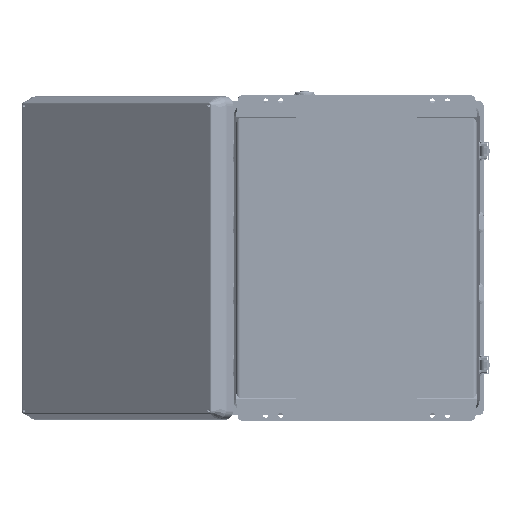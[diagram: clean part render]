
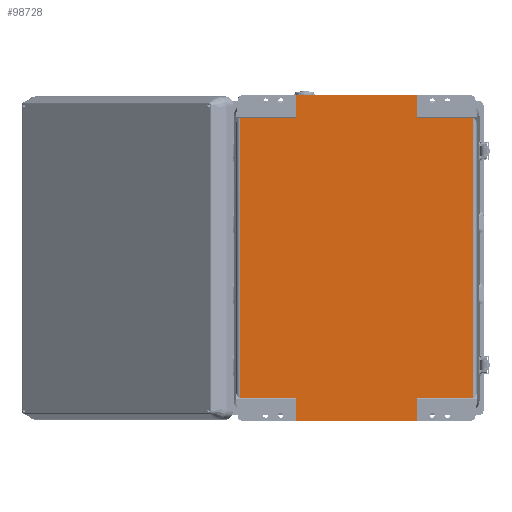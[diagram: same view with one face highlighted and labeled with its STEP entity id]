
A CAD part, front view. The second image highlights one B-rep face of the part: STEP entity #98728.
In plain terms, the highlighted planar face has unit normal (0, -1, 0).
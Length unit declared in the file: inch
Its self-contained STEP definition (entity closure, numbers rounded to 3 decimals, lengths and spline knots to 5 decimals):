
#2229 = VERTEX_POINT ( 'NONE', #71654 ) ;
#3229 = DIRECTION ( 'NONE',  ( 1., 0., 0. ) ) ;
#4567 = LINE ( 'NONE', #91211, #56817 ) ;
#7106 = CARTESIAN_POINT ( 'NONE',  ( -7.3875, 0., -9.3875 ) ) ;
#7466 = VERTEX_POINT ( 'NONE', #121261 ) ;
#7895 = ORIENTED_EDGE ( 'NONE', *, *, #42485, .T. ) ;
#9960 = CARTESIAN_POINT ( 'NONE',  ( 3.995, 0., -9.3875 ) ) ;
#10165 = EDGE_CURVE ( 'NONE', #35179, #74539, #43447, .T. ) ;
#10917 = CARTESIAN_POINT ( 'NONE',  ( 3.995, 0., 9.2134 ) ) ;
#11586 = VERTEX_POINT ( 'NONE', #26580 ) ;
#15641 = VECTOR ( 'NONE', #42081, 39.37008 ) ;
#17464 = DIRECTION ( 'NONE',  ( 0., 0., 1. ) ) ;
#17616 = DIRECTION ( 'NONE',  ( 0., -1., 0. ) ) ;
#18519 = VERTEX_POINT ( 'NONE', #28946 ) ;
#21733 = ORIENTED_EDGE ( 'NONE', *, *, #94170, .F. ) ;
#22356 = VECTOR ( 'NONE', #72918, 39.37008 ) ;
#23347 = CARTESIAN_POINT ( 'NONE',  ( -7.69183, 0., 9.2134 ) ) ;
#24132 = LINE ( 'NONE', #70261, #48758 ) ;
#24850 = VECTOR ( 'NONE', #116770, 39.37008 ) ;
#25977 = CARTESIAN_POINT ( 'NONE',  ( 7.69183, 0., 9.2134 ) ) ;
#26580 = CARTESIAN_POINT ( 'NONE',  ( 3.995, 0., -9.2134 ) ) ;
#27287 = DIRECTION ( 'NONE',  ( -1., 0., 0. ) ) ;
#28178 = DIRECTION ( 'NONE',  ( 0., 0., -1. ) ) ;
#28631 = LINE ( 'NONE', #9960, #80885 ) ;
#28946 = CARTESIAN_POINT ( 'NONE',  ( -3.995, 0., -9.2134 ) ) ;
#30131 = DIRECTION ( 'NONE',  ( 1., 0., 0. ) ) ;
#30415 = DIRECTION ( 'NONE',  ( 0., 0., 1. ) ) ;
#34311 = VECTOR ( 'NONE', #3229, 39.37008 ) ;
#35179 = VERTEX_POINT ( 'NONE', #91291 ) ;
#35941 = EDGE_LOOP ( 'NONE', ( #105459, #110519, #110280, #96546, #45924, #98823, #21733, #7895, #118682, #47328, #51389, #113131 ) ) ;
#40617 = CARTESIAN_POINT ( 'NONE',  ( -3.995, 0., -9.3875 ) ) ;
#42081 = DIRECTION ( 'NONE',  ( -1., 0., 0. ) ) ;
#42485 = EDGE_CURVE ( 'NONE', #85559, #45706, #24132, .T. ) ;
#43447 = LINE ( 'NONE', #83513, #15641 ) ;
#45706 = VERTEX_POINT ( 'NONE', #112768 ) ;
#45924 = ORIENTED_EDGE ( 'NONE', *, *, #86667, .T. ) ;
#47328 = ORIENTED_EDGE ( 'NONE', *, *, #97741, .F. ) ;
#47763 = EDGE_CURVE ( 'NONE', #2229, #110828, #53418, .T. ) ;
#48379 = CARTESIAN_POINT ( 'NONE',  ( 4.83175, 0., 10.75 ) ) ;
#48758 = VECTOR ( 'NONE', #28178, 39.37008 ) ;
#50764 = CARTESIAN_POINT ( 'NONE',  ( -7.3875, 0., -9.2134 ) ) ;
#51217 = CARTESIAN_POINT ( 'NONE',  ( -3.995, 0., 10.75 ) ) ;
#51389 = ORIENTED_EDGE ( 'NONE', *, *, #10165, .F. ) ;
#53418 = LINE ( 'NONE', #124830, #22356 ) ;
#56817 = VECTOR ( 'NONE', #101660, 39.37008 ) ;
#57031 = EDGE_CURVE ( 'NONE', #18519, #45706, #68334, .T. ) ;
#59138 = LINE ( 'NONE', #48379, #117885 ) ;
#63144 = CARTESIAN_POINT ( 'NONE',  ( -3.995, 0., 9.2134 ) ) ;
#65319 = CARTESIAN_POINT ( 'NONE',  ( -3.995, 0., -9.3875 ) ) ;
#65806 = CARTESIAN_POINT ( 'NONE',  ( -7.3875, 0., 9.2134 ) ) ;
#68334 = LINE ( 'NONE', #118852, #120447 ) ;
#70261 = CARTESIAN_POINT ( 'NONE',  ( -7.69183, 0., -9.2134 ) ) ;
#71654 = CARTESIAN_POINT ( 'NONE',  ( 7.69183, 0., -9.2134 ) ) ;
#72918 = DIRECTION ( 'NONE',  ( 0., 0., 1. ) ) ;
#73240 = VECTOR ( 'NONE', #30131, 39.37008 ) ;
#74539 = VERTEX_POINT ( 'NONE', #129135 ) ;
#79611 = PLANE ( 'NONE',  #85823 ) ;
#79923 = CARTESIAN_POINT ( 'NONE',  ( 3.995, 0., -9.3875 ) ) ;
#80400 = LINE ( 'NONE', #65319, #24850 ) ;
#80885 = VECTOR ( 'NONE', #30415, 39.37008 ) ;
#81387 = EDGE_CURVE ( 'NONE', #110828, #118612, #4567, .T. ) ;
#81493 = EDGE_CURVE ( 'NONE', #106093, #126034, #102412, .T. ) ;
#83513 = CARTESIAN_POINT ( 'NONE',  ( 4.83175, 0., -10.75 ) ) ;
#85559 = VERTEX_POINT ( 'NONE', #23347 ) ;
#85823 = AXIS2_PLACEMENT_3D ( 'NONE', #7106, #17616, #90522 ) ;
#86667 = EDGE_CURVE ( 'NONE', #7466, #126034, #59138, .T. ) ;
#87369 = DIRECTION ( 'NONE',  ( -1., 0., 0. ) ) ;
#89773 = LINE ( 'NONE', #65806, #34311 ) ;
#90522 = DIRECTION ( 'NONE',  ( 0., 0., -1. ) ) ;
#91211 = CARTESIAN_POINT ( 'NONE',  ( -7.3875, 0., 9.2134 ) ) ;
#91291 = CARTESIAN_POINT ( 'NONE',  ( 3.995, 0., -10.75 ) ) ;
#94170 = EDGE_CURVE ( 'NONE', #85559, #106093, #89773, .T. ) ;
#96546 = ORIENTED_EDGE ( 'NONE', *, *, #120105, .T. ) ;
#97741 = EDGE_CURVE ( 'NONE', #74539, #18519, #80400, .T. ) ;
#98728 = ADVANCED_FACE ( 'NONE', ( #123890 ), #79611, .T. ) ;
#98823 = ORIENTED_EDGE ( 'NONE', *, *, #81493, .F. ) ;
#100912 = LINE ( 'NONE', #50764, #73240 ) ;
#101660 = DIRECTION ( 'NONE',  ( -1., 0., 0. ) ) ;
#102412 = LINE ( 'NONE', #40617, #130092 ) ;
#105459 = ORIENTED_EDGE ( 'NONE', *, *, #112451, .T. ) ;
#106093 = VERTEX_POINT ( 'NONE', #63144 ) ;
#109496 = EDGE_CURVE ( 'NONE', #35179, #11586, #28631, .T. ) ;
#110280 = ORIENTED_EDGE ( 'NONE', *, *, #81387, .T. ) ;
#110519 = ORIENTED_EDGE ( 'NONE', *, *, #47763, .T. ) ;
#110828 = VERTEX_POINT ( 'NONE', #25977 ) ;
#112451 = EDGE_CURVE ( 'NONE', #11586, #2229, #100912, .T. ) ;
#112768 = CARTESIAN_POINT ( 'NONE',  ( -7.69183, 0., -9.2134 ) ) ;
#113131 = ORIENTED_EDGE ( 'NONE', *, *, #109496, .T. ) ;
#113514 = VECTOR ( 'NONE', #17464, 39.37008 ) ;
#116770 = DIRECTION ( 'NONE',  ( 0., 0., 1. ) ) ;
#117885 = VECTOR ( 'NONE', #27287, 39.37008 ) ;
#118612 = VERTEX_POINT ( 'NONE', #10917 ) ;
#118682 = ORIENTED_EDGE ( 'NONE', *, *, #57031, .F. ) ;
#118852 = CARTESIAN_POINT ( 'NONE',  ( -7.3875, 0., -9.2134 ) ) ;
#120105 = EDGE_CURVE ( 'NONE', #118612, #7466, #134662, .T. ) ;
#120447 = VECTOR ( 'NONE', #87369, 39.37008 ) ;
#121261 = CARTESIAN_POINT ( 'NONE',  ( 3.995, 0., 10.75 ) ) ;
#123890 = FACE_OUTER_BOUND ( 'NONE', #35941, .T. ) ;
#124830 = CARTESIAN_POINT ( 'NONE',  ( 7.69183, 0., 9.2134 ) ) ;
#126034 = VERTEX_POINT ( 'NONE', #51217 ) ;
#129135 = CARTESIAN_POINT ( 'NONE',  ( -3.995, 0., -10.75 ) ) ;
#130092 = VECTOR ( 'NONE', #133909, 39.37008 ) ;
#133909 = DIRECTION ( 'NONE',  ( 0., 0., 1. ) ) ;
#134662 = LINE ( 'NONE', #79923, #113514 ) ;
